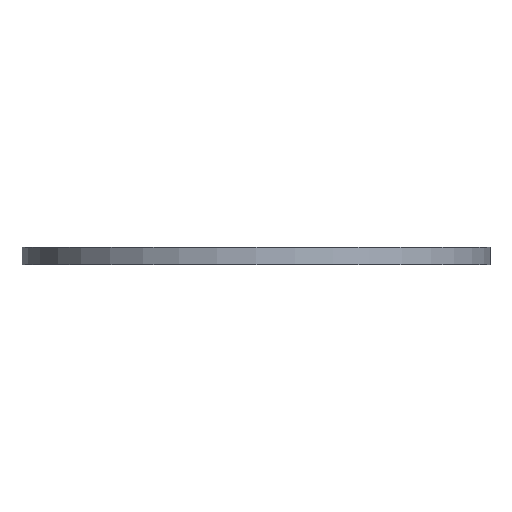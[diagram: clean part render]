
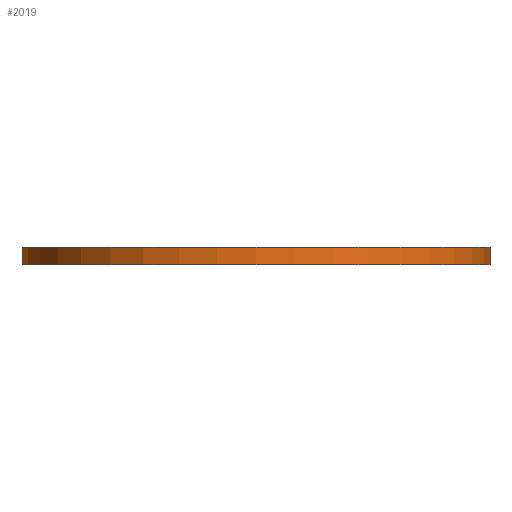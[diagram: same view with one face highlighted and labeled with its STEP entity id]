
A CAD part, front view. The second image highlights one B-rep face of the part: STEP entity #2019.
In plain terms, the highlighted cylindrical face has radius 135.724 mm (diameter 271.448 mm), a partial arc.
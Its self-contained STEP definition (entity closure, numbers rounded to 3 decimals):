
#198=FACE_OUTER_BOUND('',#331,.T.);
#331=EDGE_LOOP('',(#1829,#1830,#1831,#1832));
#379=CIRCLE('',#2093,135.724);
#404=CIRCLE('',#2119,135.724);
#621=LINE('',#3402,#814);
#622=LINE('',#3404,#815);
#814=VECTOR('',#2810,10.);
#815=VECTOR('',#2813,10.);
#897=VERTEX_POINT('',#3026);
#898=VERTEX_POINT('',#3028);
#942=VERTEX_POINT('',#3126);
#943=VERTEX_POINT('',#3128);
#1093=EDGE_CURVE('',#898,#897,#379,.T.);
#1147=EDGE_CURVE('',#942,#943,#404,.T.);
#1285=EDGE_CURVE('',#897,#943,#621,.T.);
#1286=EDGE_CURVE('',#898,#942,#622,.T.);
#1829=ORIENTED_EDGE('',*,*,#1093,.T.);
#1830=ORIENTED_EDGE('',*,*,#1285,.T.);
#1831=ORIENTED_EDGE('',*,*,#1147,.F.);
#1832=ORIENTED_EDGE('',*,*,#1286,.F.);
#1915=CYLINDRICAL_SURFACE('',#2226,135.724);
#2019=ADVANCED_FACE('',(#198),#1915,.T.);
#2093=AXIS2_PLACEMENT_3D('',#3029,#2411,#2412);
#2119=AXIS2_PLACEMENT_3D('',#3129,#2492,#2493);
#2226=AXIS2_PLACEMENT_3D('',#3403,#2811,#2812);
#2411=DIRECTION('center_axis',(0.,0.,1.));
#2412=DIRECTION('ref_axis',(-0.998,-0.057,0.));
#2492=DIRECTION('center_axis',(0.,0.,1.));
#2493=DIRECTION('ref_axis',(-0.998,-0.057,0.));
#2810=DIRECTION('',(0.,0.,1.));
#2811=DIRECTION('center_axis',(0.,0.,1.));
#2812=DIRECTION('ref_axis',(-0.998,-0.057,0.));
#2813=DIRECTION('',(0.,0.,1.));
#3026=CARTESIAN_POINT('',(263.,108.,0.));
#3028=CARTESIAN_POINT('',(-8.,108.,0.));
#3029=CARTESIAN_POINT('Origin',(127.5,115.797,0.));
#3126=CARTESIAN_POINT('',(-8.,108.,10.));
#3128=CARTESIAN_POINT('',(263.,108.,10.));
#3129=CARTESIAN_POINT('Origin',(127.5,115.797,10.));
#3402=CARTESIAN_POINT('',(263.,108.,0.));
#3403=CARTESIAN_POINT('Origin',(127.5,115.797,0.));
#3404=CARTESIAN_POINT('',(-8.,108.,0.));
